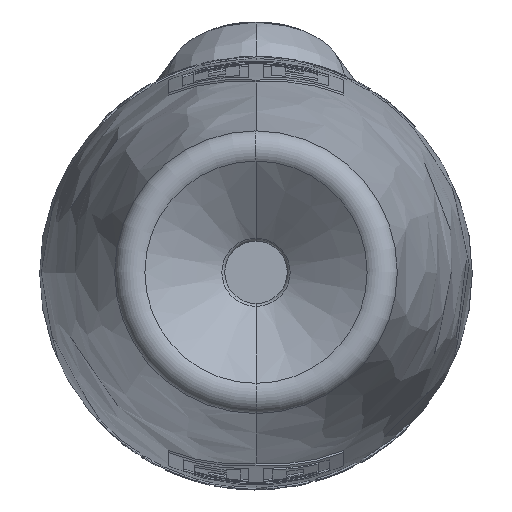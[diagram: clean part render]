
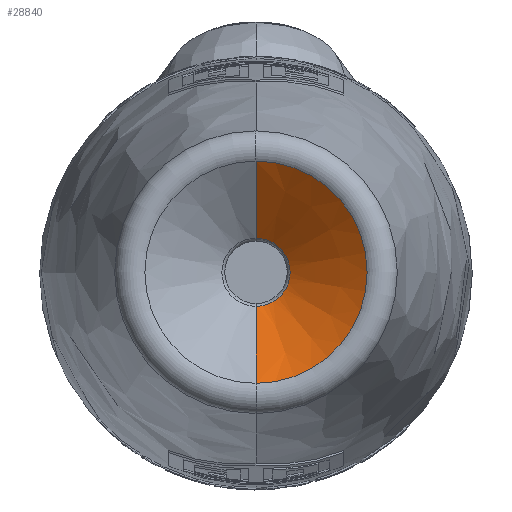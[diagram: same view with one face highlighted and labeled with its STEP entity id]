
A CAD part, top view. The second image highlights one B-rep face of the part: STEP entity #28840.
In plain terms, the highlighted conical face has half-angle 53.262 degrees and reference radius 3.781 mm.
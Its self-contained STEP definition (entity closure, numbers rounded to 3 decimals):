
#7235=CARTESIAN_POINT('',(0.,0.,51.276));
#7236=DIRECTION('',(0.,0.,-1.));
#7237=DIRECTION('',(0.,1.,0.));
#7238=AXIS2_PLACEMENT_3D('',#7235,#7236,#7237);
#7240=CARTESIAN_POINT('',(0.,0.,48.283));
#7241=DIRECTION('',(0.,0.,-1.));
#7242=DIRECTION('',(0.,1.,0.));
#7243=AXIS2_PLACEMENT_3D('',#7240,#7241,#7242);
#7250=DIRECTION('',(0.,0.801,0.598));
#7251=VECTOR('',#7250,5.004);
#7252=CARTESIAN_POINT('',(0.,1.776,48.283));
#7253=LINE('',#7252,#7251);
#7259=DIRECTION('',(0.,-0.801,0.598));
#7260=VECTOR('',#7259,5.004);
#7261=CARTESIAN_POINT('',(0.,-1.776,48.283));
#7262=LINE('',#7261,#7260);
#16160=CARTESIAN_POINT('',(0.,1.776,48.283));
#16161=CARTESIAN_POINT('',(0.,-1.776,48.283));
#16162=VERTEX_POINT('',#16160);
#16163=VERTEX_POINT('',#16161);
#16184=CARTESIAN_POINT('',(0.,-5.786,51.276));
#16185=CARTESIAN_POINT('',(0.,5.786,51.276));
#16186=VERTEX_POINT('',#16184);
#16187=VERTEX_POINT('',#16185);
#28826=CARTESIAN_POINT('',(0.,0.,49.779));
#28827=DIRECTION('',(0.,0.,1.));
#28828=DIRECTION('',(0.,-1.,0.));
#28829=AXIS2_PLACEMENT_3D('',#28826,#28827,#28828);
#28830=CONICAL_SURFACE('',#28829,3.781,53.262);
#28831=ORIENTED_EDGE('',*,*,#28820,.T.);
#28833=ORIENTED_EDGE('',*,*,#28832,.F.);
#28835=ORIENTED_EDGE('',*,*,#28834,.F.);
#28837=ORIENTED_EDGE('',*,*,#28836,.T.);
#28838=EDGE_LOOP('',(#28831,#28833,#28835,#28837));
#28839=FACE_OUTER_BOUND('',#28838,.F.);
#28840=ADVANCED_FACE('',(#28839),#28830,.F.);
#7239=CIRCLE('',#7238,5.786);
#7244=CIRCLE('',#7243,1.776);
#28820=EDGE_CURVE('',#16187,#16186,#7239,.T.);
#28832=EDGE_CURVE('',#16163,#16186,#7262,.T.);
#28834=EDGE_CURVE('',#16162,#16163,#7244,.T.);
#28836=EDGE_CURVE('',#16162,#16187,#7253,.T.);
